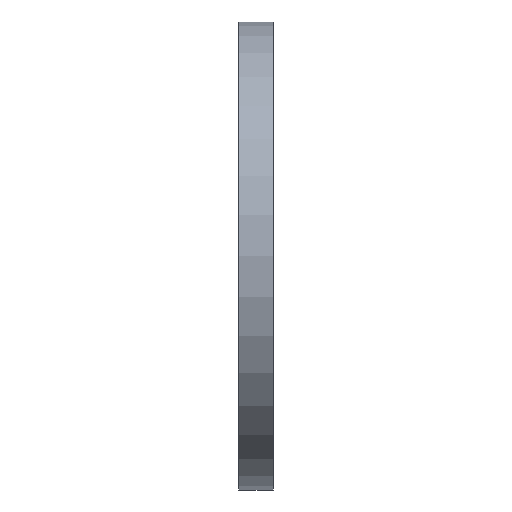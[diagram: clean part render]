
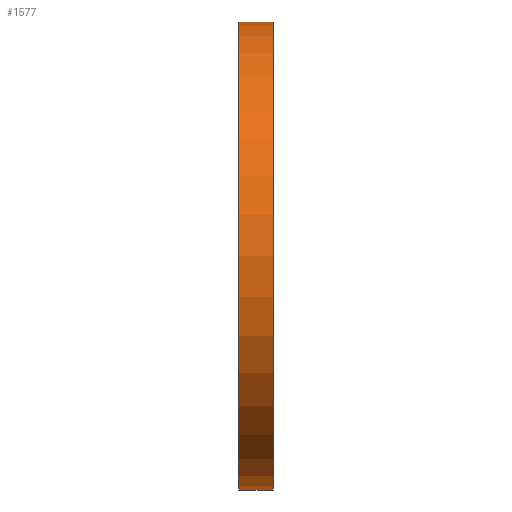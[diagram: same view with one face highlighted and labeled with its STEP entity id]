
A CAD part, front view. The second image highlights one B-rep face of the part: STEP entity #1577.
In plain terms, the highlighted cylindrical face has radius 574.675 mm (diameter 1149.35 mm), a partial arc.
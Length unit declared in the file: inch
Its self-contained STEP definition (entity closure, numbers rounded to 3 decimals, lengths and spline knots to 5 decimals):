
#25 = DIRECTION ( 'NONE',  ( -1., 0., 0. ) ) ;
#26 = EDGE_LOOP ( 'NONE', ( #1116, #406, #1016, #1648 ) ) ;
#137 = AXIS2_PLACEMENT_3D ( 'NONE', #951, #202, #708 ) ;
#189 = EDGE_CURVE ( 'NONE', #464, #989, #1268, .T. ) ;
#194 = CYLINDRICAL_SURFACE ( 'NONE', #137, 22.625 ) ;
#202 = DIRECTION ( 'NONE',  ( -1., 0., 0. ) ) ;
#213 = VECTOR ( 'NONE', #973, 39.37008 ) ;
#236 = CARTESIAN_POINT ( 'NONE',  ( 3.375, 0., 22.625 ) ) ;
#348 = CARTESIAN_POINT ( 'NONE',  ( 0.0625, 0., 22.625 ) ) ;
#402 = CIRCLE ( 'NONE', #1234, 22.625 ) ;
#406 = ORIENTED_EDGE ( 'NONE', *, *, #689, .T. ) ;
#464 = VERTEX_POINT ( 'NONE', #1135 ) ;
#554 = EDGE_CURVE ( 'NONE', #1281, #989, #1621, .T. ) ;
#581 = FACE_OUTER_BOUND ( 'NONE', #26, .T. ) ;
#618 = CARTESIAN_POINT ( 'NONE',  ( 3.375, 0., -22.625 ) ) ;
#689 = EDGE_CURVE ( 'NONE', #1348, #1281, #402, .T. ) ;
#708 = DIRECTION ( 'NONE',  ( 0., 0., 1. ) ) ;
#778 = DIRECTION ( 'NONE',  ( 0., 0., 1. ) ) ;
#785 = DIRECTION ( 'NONE',  ( -1., 0., 0. ) ) ;
#797 = CARTESIAN_POINT ( 'NONE',  ( 0.0625, 0., 0. ) ) ;
#826 = CARTESIAN_POINT ( 'NONE',  ( 0., 0., 22.625 ) ) ;
#851 = VECTOR ( 'NONE', #785, 39.37008 ) ;
#951 = CARTESIAN_POINT ( 'NONE',  ( 0., 0., 0. ) ) ;
#973 = DIRECTION ( 'NONE',  ( -1., 0., 0. ) ) ;
#989 = VERTEX_POINT ( 'NONE', #348 ) ;
#1016 = ORIENTED_EDGE ( 'NONE', *, *, #554, .T. ) ;
#1050 = DIRECTION ( 'NONE',  ( 0., 0., 1. ) ) ;
#1116 = ORIENTED_EDGE ( 'NONE', *, *, #1591, .F. ) ;
#1135 = CARTESIAN_POINT ( 'NONE',  ( 0.0625, 0., -22.625 ) ) ;
#1168 = DIRECTION ( 'NONE',  ( -1., 0., 0. ) ) ;
#1183 = CARTESIAN_POINT ( 'NONE',  ( 3.375, 0., 0. ) ) ;
#1234 = AXIS2_PLACEMENT_3D ( 'NONE', #1183, #1168, #778 ) ;
#1268 = CIRCLE ( 'NONE', #1478, 22.625 ) ;
#1281 = VERTEX_POINT ( 'NONE', #236 ) ;
#1348 = VERTEX_POINT ( 'NONE', #618 ) ;
#1467 = LINE ( 'NONE', #1622, #851 ) ;
#1478 = AXIS2_PLACEMENT_3D ( 'NONE', #797, #25, #1050 ) ;
#1577 = ADVANCED_FACE ( 'NONE', ( #581 ), #194, .T. ) ;
#1591 = EDGE_CURVE ( 'NONE', #1348, #464, #1467, .T. ) ;
#1621 = LINE ( 'NONE', #826, #213 ) ;
#1622 = CARTESIAN_POINT ( 'NONE',  ( 0., 0., -22.625 ) ) ;
#1648 = ORIENTED_EDGE ( 'NONE', *, *, #189, .F. ) ;
